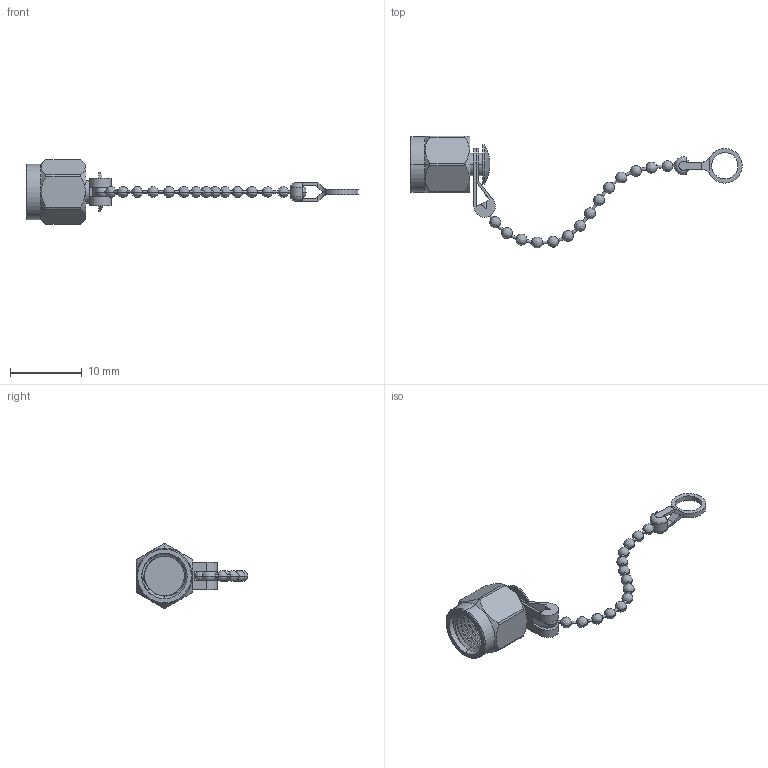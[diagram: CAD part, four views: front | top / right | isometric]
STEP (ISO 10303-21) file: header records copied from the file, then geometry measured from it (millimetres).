
FILE_DESCRIPTION (( 'STEP AP203' ), '1' );
FILE_NAME ('SC2030.step', '2019-01-02T21:11:06', ( '' ), ( '' ), 'SwSTEP 2.0', 'SolidWorks 2017', '' );
FILE_SCHEMA (( 'CONFIG_CONTROL_DESIGN' ));
Length unit declared in the file: inch
Products named in the file (1): SC2030
Bounding box: 46.39 x 15.63 x 8.99 mm (x, y, z)
Volume: 393.2 mm3; surface area: 863.8 mm2
Topology: 1 solids, 1 shells, 183 faces, 535 edges, 310 vertices
Faces by surface type: bspline 71, plane 54, cylinder 49, cone 9
Entity records: 11380 total; most frequent: CARTESIAN_POINT 7281, ORIENTED_EDGE 978, DIRECTION 668, EDGE_CURVE 489, VERTEX_POINT 310, AXIS2_PLACEMENT_3D 247, EDGE_LOOP 199, FACE_OUTER_BOUND 183
